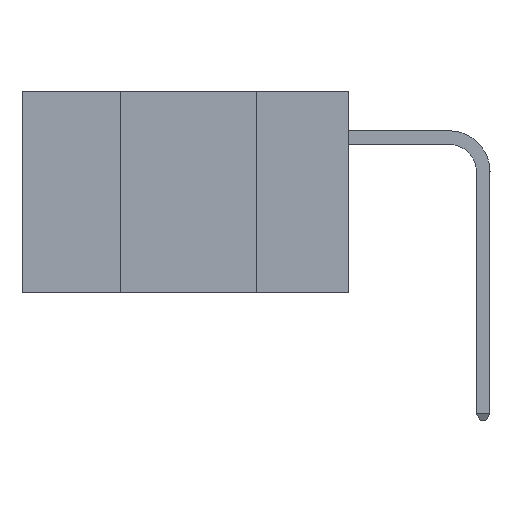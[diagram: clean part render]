
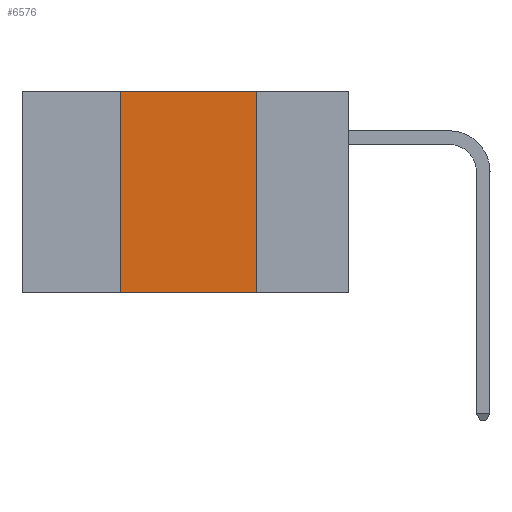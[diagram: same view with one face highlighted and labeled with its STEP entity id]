
A CAD part, left-side view. The second image highlights one B-rep face of the part: STEP entity #6576.
In plain terms, the highlighted planar face has unit normal (-1, 0, 0).
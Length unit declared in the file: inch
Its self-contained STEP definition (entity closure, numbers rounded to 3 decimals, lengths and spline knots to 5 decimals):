
#3322 = ORIENTED_EDGE ( 'NONE', *, *, #15162, .F. ) ;
#3640 = DIRECTION ( 'NONE',  ( 0., 0., -1. ) ) ;
#3709 = CARTESIAN_POINT ( 'NONE',  ( 0., 0.6, 0. ) ) ;
#4028 = VECTOR ( 'NONE', #16752, 39.37008 ) ;
#5525 = DIRECTION ( 'NONE',  ( 1., 0., 0. ) ) ;
#6576 = ADVANCED_FACE ( 'NONE', ( #11786 ), #14252, .F. ) ;
#6961 = EDGE_CURVE ( 'NONE', #12810, #22015, #12322, .T. ) ;
#7968 = VERTEX_POINT ( 'NONE', #19716 ) ;
#8416 = DIRECTION ( 'NONE',  ( 0., 0., 1. ) ) ;
#9381 = LINE ( 'NONE', #19279, #20795 ) ;
#9854 = VECTOR ( 'NONE', #11328, 39.37008 ) ;
#10394 = LINE ( 'NONE', #18252, #9854 ) ;
#11328 = DIRECTION ( 'NONE',  ( 0., -1., 0. ) ) ;
#11786 = FACE_OUTER_BOUND ( 'NONE', #16487, .T. ) ;
#12322 = LINE ( 'NONE', #22149, #16441 ) ;
#12810 = VERTEX_POINT ( 'NONE', #15904 ) ;
#12831 = LINE ( 'NONE', #20151, #4028 ) ;
#12837 = AXIS2_PLACEMENT_3D ( 'NONE', #3709, #5525, #17710 ) ;
#13485 = EDGE_CURVE ( 'NONE', #7968, #14476, #9381, .T. ) ;
#13807 = ORIENTED_EDGE ( 'NONE', *, *, #13485, .F. ) ;
#14252 = PLANE ( 'NONE',  #12837 ) ;
#14361 = CARTESIAN_POINT ( 'NONE',  ( 0., 0.17, -0.37 ) ) ;
#14476 = VERTEX_POINT ( 'NONE', #14361 ) ;
#15162 = EDGE_CURVE ( 'NONE', #22015, #7968, #10394, .T. ) ;
#15239 = EDGE_CURVE ( 'NONE', #12810, #14476, #12831, .T. ) ;
#15904 = CARTESIAN_POINT ( 'NONE',  ( 0., 0.42, -0.37 ) ) ;
#16441 = VECTOR ( 'NONE', #8416, 39.37008 ) ;
#16487 = EDGE_LOOP ( 'NONE', ( #13807, #3322, #21820, #20220 ) ) ;
#16752 = DIRECTION ( 'NONE',  ( 0., -1., 0. ) ) ;
#17710 = DIRECTION ( 'NONE',  ( 0., 0., -1. ) ) ;
#18252 = CARTESIAN_POINT ( 'NONE',  ( 0., 0.6, 0. ) ) ;
#19279 = CARTESIAN_POINT ( 'NONE',  ( 0., 0.17, 0. ) ) ;
#19716 = CARTESIAN_POINT ( 'NONE',  ( 0., 0.17, 0. ) ) ;
#20151 = CARTESIAN_POINT ( 'NONE',  ( 0., 0.6, -0.37 ) ) ;
#20220 = ORIENTED_EDGE ( 'NONE', *, *, #15239, .T. ) ;
#20795 = VECTOR ( 'NONE', #3640, 39.37008 ) ;
#21820 = ORIENTED_EDGE ( 'NONE', *, *, #6961, .F. ) ;
#21876 = CARTESIAN_POINT ( 'NONE',  ( 0., 0.42, 0. ) ) ;
#22015 = VERTEX_POINT ( 'NONE', #21876 ) ;
#22149 = CARTESIAN_POINT ( 'NONE',  ( 0., 0.42, 0. ) ) ;
